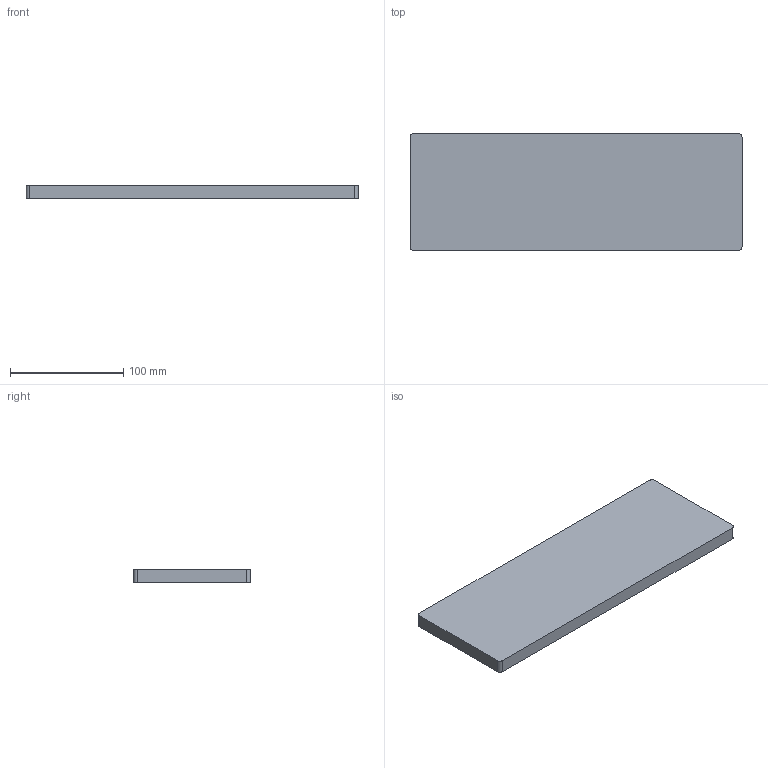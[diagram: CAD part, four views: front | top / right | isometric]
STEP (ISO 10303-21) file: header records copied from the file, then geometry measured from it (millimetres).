
FILE_DESCRIPTION(/* description */ (''),/* implementation_level */ '2;1');
FILE_NAME(/* name */ 'standoff_case v1.step',/* time_stamp */ '2020-08-23T17:29:50-04:00',/* author */ (''),/* organization */ (''),/* preprocessor_version */ 'ST-DEVELOPER v18.1',/* originating_system */ 'Autodesk Translation Framework v9.3.0.1241',/* authorisation */ '');
FILE_SCHEMA (('AUTOMOTIVE_DESIGN { 1 0 10303 214 3 1 1 }'));
Length unit declared in the file: millimetre
Products named in the file (1): standoff_case
Bounding box: 293 x 103 x 12 mm (x, y, z)
Volume: 111863.4 mm3; surface area: 77041.9 mm2
Topology: 1 solids, 1 shells, 46 faces, 102 edges, 68 vertices
Faces by surface type: plane 24, cylinder 22
Full cylindrical faces by diameter (mm): 4 x10
Entity records: 1327 total; most frequent: DIRECTION 240, CARTESIAN_POINT 217, ORIENTED_EDGE 204, EDGE_CURVE 102, AXIS2_PLACEMENT_3D 91, VERTEX_POINT 68, EDGE_LOOP 58, LINE 58
